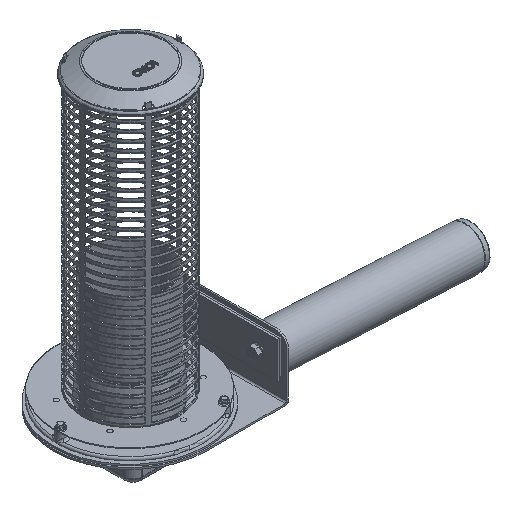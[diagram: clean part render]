
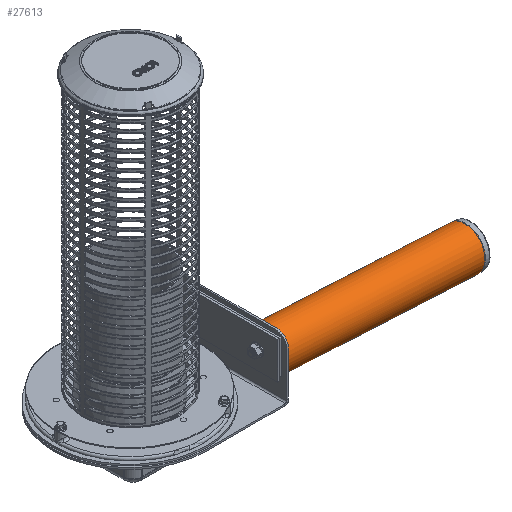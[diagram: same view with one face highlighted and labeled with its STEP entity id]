
A CAD part, isometric view. The second image highlights one B-rep face of the part: STEP entity #27613.
In plain terms, the highlighted cylindrical face has radius 365 mm (diameter 730 mm), a full revolution.
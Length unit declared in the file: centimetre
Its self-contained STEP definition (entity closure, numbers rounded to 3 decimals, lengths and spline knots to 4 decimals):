
#1071=CYLINDRICAL_SURFACE('',#29222,36.5);
#2219=FACE_OUTER_BOUND('',#3770,.T.);
#3770=EDGE_LOOP('',(#19290,#19291,#19292,#19293,#19294,#19295,#19296,#19297,
#19298,#19299,#19300,#19301,#19302,#19303,#19304,#19305,#19306));
#5715=CIRCLE('',#29171,36.5);
#5717=CIRCLE('',#29173,36.5);
#5718=CIRCLE('',#29174,36.5);
#5719=CIRCLE('',#29175,36.5);
#5720=CIRCLE('',#29176,36.5);
#5721=CIRCLE('',#29177,36.5);
#5723=CIRCLE('',#29179,36.5);
#5724=CIRCLE('',#29180,36.5);
#5726=CIRCLE('',#29182,36.5);
#5727=CIRCLE('',#29183,36.5);
#5728=CIRCLE('',#29184,36.5);
#5729=CIRCLE('',#29185,36.5);
#5730=CIRCLE('',#29186,36.5);
#5732=CIRCLE('',#29188,36.5);
#5744=CIRCLE('',#29221,36.5);
#7528=LINE('',#42669,#9877);
#9877=VECTOR('',#32668,36.5);
#12195=VERTEX_POINT('',#42111);
#12196=VERTEX_POINT('',#42113);
#12198=VERTEX_POINT('',#42146);
#12202=VERTEX_POINT('',#42259);
#12203=VERTEX_POINT('',#42261);
#12204=VERTEX_POINT('',#42263);
#12205=VERTEX_POINT('',#42265);
#12207=VERTEX_POINT('',#42298);
#12209=VERTEX_POINT('',#42403);
#12211=VERTEX_POINT('',#42436);
#12215=VERTEX_POINT('',#42549);
#12216=VERTEX_POINT('',#42551);
#12217=VERTEX_POINT('',#42553);
#12218=VERTEX_POINT('',#42555);
#12238=VERTEX_POINT('',#42665);
#14894=EDGE_CURVE('',#12195,#12196,#5715,.T.);
#14898=EDGE_CURVE('',#12198,#12195,#5717,.T.);
#14903=EDGE_CURVE('',#12202,#12203,#5718,.T.);
#14904=EDGE_CURVE('',#12203,#12204,#5719,.T.);
#14905=EDGE_CURVE('',#12204,#12205,#5720,.T.);
#14906=EDGE_CURVE('',#12205,#12198,#5721,.T.);
#14909=EDGE_CURVE('',#12207,#12202,#5723,.T.);
#14912=EDGE_CURVE('',#12209,#12207,#5724,.T.);
#14915=EDGE_CURVE('',#12211,#12209,#5726,.T.);
#14920=EDGE_CURVE('',#12215,#12216,#5727,.T.);
#14921=EDGE_CURVE('',#12216,#12217,#5728,.T.);
#14922=EDGE_CURVE('',#12217,#12218,#5729,.T.);
#14923=EDGE_CURVE('',#12218,#12211,#5730,.T.);
#14925=EDGE_CURVE('',#12196,#12215,#5732,.T.);
#14963=EDGE_CURVE('',#12238,#12238,#5744,.T.);
#14965=EDGE_CURVE('',#12204,#12238,#7528,.T.);
#19290=ORIENTED_EDGE('',*,*,#14922,.F.);
#19291=ORIENTED_EDGE('',*,*,#14921,.F.);
#19292=ORIENTED_EDGE('',*,*,#14920,.F.);
#19293=ORIENTED_EDGE('',*,*,#14925,.F.);
#19294=ORIENTED_EDGE('',*,*,#14894,.F.);
#19295=ORIENTED_EDGE('',*,*,#14898,.F.);
#19296=ORIENTED_EDGE('',*,*,#14906,.F.);
#19297=ORIENTED_EDGE('',*,*,#14905,.F.);
#19298=ORIENTED_EDGE('',*,*,#14965,.T.);
#19299=ORIENTED_EDGE('',*,*,#14963,.T.);
#19300=ORIENTED_EDGE('',*,*,#14965,.F.);
#19301=ORIENTED_EDGE('',*,*,#14904,.F.);
#19302=ORIENTED_EDGE('',*,*,#14903,.F.);
#19303=ORIENTED_EDGE('',*,*,#14909,.F.);
#19304=ORIENTED_EDGE('',*,*,#14912,.F.);
#19305=ORIENTED_EDGE('',*,*,#14915,.F.);
#19306=ORIENTED_EDGE('',*,*,#14923,.F.);
#27613=ADVANCED_FACE('',(#2219),#1071,.T.);
#29171=AXIS2_PLACEMENT_3D('',#42114,#32523,#32524);
#29173=AXIS2_PLACEMENT_3D('',#42148,#32529,#32530);
#29174=AXIS2_PLACEMENT_3D('',#42262,#32535,#32536);
#29175=AXIS2_PLACEMENT_3D('',#42264,#32537,#32538);
#29176=AXIS2_PLACEMENT_3D('',#42266,#32539,#32540);
#29177=AXIS2_PLACEMENT_3D('',#42267,#32541,#32542);
#29179=AXIS2_PLACEMENT_3D('',#42300,#32546,#32547);
#29180=AXIS2_PLACEMENT_3D('',#42405,#32550,#32551);
#29182=AXIS2_PLACEMENT_3D('',#42438,#32555,#32556);
#29183=AXIS2_PLACEMENT_3D('',#42552,#32561,#32562);
#29184=AXIS2_PLACEMENT_3D('',#42554,#32563,#32564);
#29185=AXIS2_PLACEMENT_3D('',#42556,#32565,#32566);
#29186=AXIS2_PLACEMENT_3D('',#42557,#32567,#32568);
#29188=AXIS2_PLACEMENT_3D('',#42587,#32571,#32572);
#29221=AXIS2_PLACEMENT_3D('',#42666,#32663,#32664);
#29222=AXIS2_PLACEMENT_3D('',#42668,#32666,#32667);
#32523=DIRECTION('center_axis',(-0.999,0.,
0.052));
#32524=DIRECTION('ref_axis',(0.052,0.,0.999));
#32529=DIRECTION('center_axis',(-0.999,0.,
0.052));
#32530=DIRECTION('ref_axis',(0.052,0.,0.999));
#32535=DIRECTION('center_axis',(-0.999,0.,
0.052));
#32536=DIRECTION('ref_axis',(0.052,0.,0.999));
#32537=DIRECTION('center_axis',(-0.999,0.,
0.052));
#32538=DIRECTION('ref_axis',(0.052,0.,0.999));
#32539=DIRECTION('center_axis',(-0.999,0.,
0.052));
#32540=DIRECTION('ref_axis',(0.052,0.,0.999));
#32541=DIRECTION('center_axis',(-0.999,0.,
0.052));
#32542=DIRECTION('ref_axis',(0.052,0.,0.999));
#32546=DIRECTION('center_axis',(-0.999,0.,
0.052));
#32547=DIRECTION('ref_axis',(0.052,0.,0.999));
#32550=DIRECTION('center_axis',(-0.999,0.,
0.052));
#32551=DIRECTION('ref_axis',(0.052,0.,0.999));
#32555=DIRECTION('center_axis',(-0.999,0.,
0.052));
#32556=DIRECTION('ref_axis',(0.052,0.,0.999));
#32561=DIRECTION('center_axis',(-0.999,0.,
0.052));
#32562=DIRECTION('ref_axis',(0.052,0.,0.999));
#32563=DIRECTION('center_axis',(-0.999,0.,
0.052));
#32564=DIRECTION('ref_axis',(0.052,0.,0.999));
#32565=DIRECTION('center_axis',(-0.999,0.,
0.052));
#32566=DIRECTION('ref_axis',(0.052,0.,0.999));
#32567=DIRECTION('center_axis',(-0.999,0.,
0.052));
#32568=DIRECTION('ref_axis',(0.052,0.,0.999));
#32571=DIRECTION('center_axis',(-0.999,0.,
0.052));
#32572=DIRECTION('ref_axis',(0.052,0.,0.999));
#32663=DIRECTION('center_axis',(-0.999,0.,
0.052));
#32664=DIRECTION('ref_axis',(0.052,0.,0.999));
#32666=DIRECTION('center_axis',(-0.999,0.,
0.052));
#32667=DIRECTION('ref_axis',(0.052,0.,0.999));
#32668=DIRECTION('',(0.999,0.,-0.052));
#42111=CARTESIAN_POINT('',(339.5541,-31.2238,-51.161));
#42113=CARTESIAN_POINT('',(341.5327,-31.2238,-13.4067));
#42114=CARTESIAN_POINT('Origin',(340.5434,0.,-32.2839));
#42146=CARTESIAN_POINT('',(339.2673,-27.1611,-56.6333));
#42148=CARTESIAN_POINT('Origin',(340.5434,0.,-32.2839));
#42259=CARTESIAN_POINT('',(339.2673,27.1611,-56.6333));
#42261=CARTESIAN_POINT('',(339.015,21.8937,-61.4486));
#42262=CARTESIAN_POINT('Origin',(340.5434,0.,-32.2839));
#42263=CARTESIAN_POINT('',(338.6332,0.,-68.7339));
#42264=CARTESIAN_POINT('Origin',(340.5434,0.,-32.2839));
#42265=CARTESIAN_POINT('',(339.015,-21.8937,-61.4486));
#42266=CARTESIAN_POINT('Origin',(340.5434,0.,-32.2839));
#42267=CARTESIAN_POINT('Origin',(340.5434,0.,-32.2839));
#42298=CARTESIAN_POINT('',(339.5541,31.2238,-51.161));
#42300=CARTESIAN_POINT('Origin',(340.5434,0.,-32.2839));
#42403=CARTESIAN_POINT('',(341.5327,31.2238,-13.4067));
#42405=CARTESIAN_POINT('Origin',(340.5434,0.,-32.2839));
#42436=CARTESIAN_POINT('',(341.8195,27.1611,-7.9345));
#42438=CARTESIAN_POINT('Origin',(340.5434,0.,-32.2839));
#42549=CARTESIAN_POINT('',(341.8195,-27.1611,-7.9345));
#42551=CARTESIAN_POINT('',(342.0719,-21.8937,-3.1192));
#42552=CARTESIAN_POINT('Origin',(340.5434,0.,-32.2839));
#42553=CARTESIAN_POINT('',(342.4537,0.,4.1661));
#42554=CARTESIAN_POINT('Origin',(340.5434,0.,-32.2839));
#42555=CARTESIAN_POINT('',(342.0719,21.8937,-3.1192));
#42556=CARTESIAN_POINT('Origin',(340.5434,0.,-32.2839));
#42557=CARTESIAN_POINT('Origin',(340.5434,0.,-32.2839));
#42587=CARTESIAN_POINT('Origin',(340.5434,0.,-32.2839));
#42665=CARTESIAN_POINT('',(724.1042,0.,-88.9355));
#42666=CARTESIAN_POINT('Origin',(726.0144,0.,-52.4856));
#42668=CARTESIAN_POINT('Origin',(533.2789,0.,-42.3847));
#42669=CARTESIAN_POINT('',(531.3687,0.,-78.8347));
